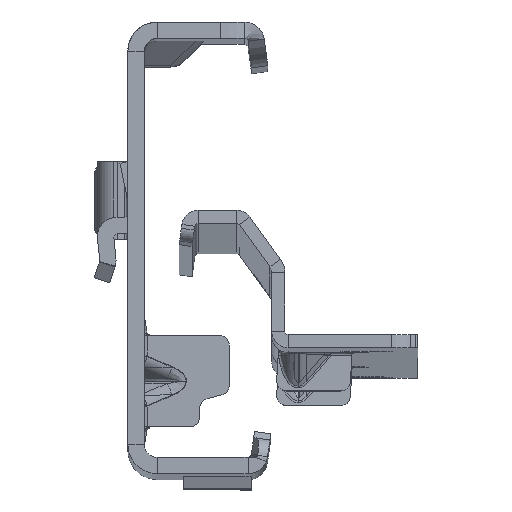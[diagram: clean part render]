
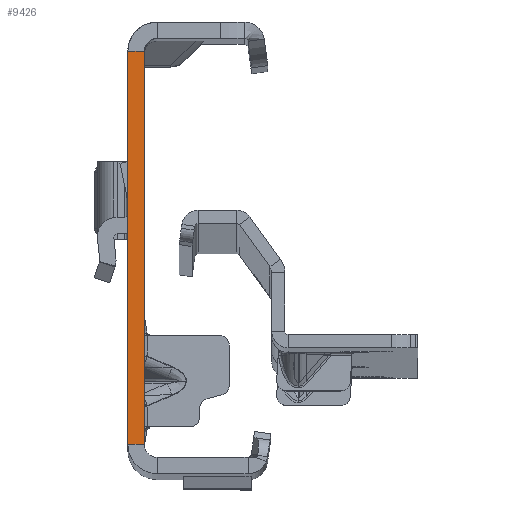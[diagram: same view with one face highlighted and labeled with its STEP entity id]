
A CAD part, top view. The second image highlights one B-rep face of the part: STEP entity #9426.
In plain terms, the highlighted planar face has unit normal (0, 0, 1).
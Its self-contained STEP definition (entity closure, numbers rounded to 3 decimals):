
#476 = CARTESIAN_POINT ( 'NONE',  ( -2.5, -32., 0. ) ) ;
#1706 = CARTESIAN_POINT ( 'NONE',  ( -2.5, -32., 0. ) ) ;
#1716 = VERTEX_POINT ( 'NONE', #13609 ) ;
#1814 = EDGE_CURVE ( 'NONE', #14206, #13485, #5829, .T. ) ;
#3342 = DIRECTION ( 'NONE',  ( 0., -1., 0. ) ) ;
#3426 = LINE ( 'NONE', #8628, #17887 ) ;
#4569 = EDGE_CURVE ( 'NONE', #1716, #14206, #5711, .T. ) ;
#4686 = CARTESIAN_POINT ( 'NONE',  ( -2.5, -30., 0. ) ) ;
#4718 = ORIENTED_EDGE ( 'NONE', *, *, #4569, .T. ) ;
#4887 = DIRECTION ( 'NONE',  ( -1., 0., 0. ) ) ;
#5287 = EDGE_LOOP ( 'NONE', ( #15302, #4718, #13096, #17460 ) ) ;
#5711 = LINE ( 'NONE', #12556, #15052 ) ;
#5829 = LINE ( 'NONE', #1706, #11530 ) ;
#6068 = DIRECTION ( 'NONE',  ( 0., 0., 1. ) ) ;
#6431 = LINE ( 'NONE', #14817, #8381 ) ;
#7283 = DIRECTION ( 'NONE',  ( 0., -1., 0. ) ) ;
#8274 = DIRECTION ( 'NONE',  ( -1., 0., 0. ) ) ;
#8381 = VECTOR ( 'NONE', #3342, 1000. ) ;
#8413 = CARTESIAN_POINT ( 'NONE',  ( 0., -30., 0. ) ) ;
#8586 = VERTEX_POINT ( 'NONE', #8413 ) ;
#8628 = CARTESIAN_POINT ( 'NONE',  ( 0., -30., 0. ) ) ;
#9426 = ADVANCED_FACE ( 'NONE', ( #11705 ), #12995, .T. ) ;
#11530 = VECTOR ( 'NONE', #7283, 1000. ) ;
#11618 = DIRECTION ( 'NONE',  ( 1., 0., 0. ) ) ;
#11705 = FACE_OUTER_BOUND ( 'NONE', #5287, .T. ) ;
#12097 = EDGE_CURVE ( 'NONE', #8586, #13485, #3426, .T. ) ;
#12556 = CARTESIAN_POINT ( 'NONE',  ( 0., 30., 0. ) ) ;
#12995 = PLANE ( 'NONE',  #14365 ) ;
#13096 = ORIENTED_EDGE ( 'NONE', *, *, #1814, .T. ) ;
#13199 = CARTESIAN_POINT ( 'NONE',  ( -2.5, 30., 0. ) ) ;
#13485 = VERTEX_POINT ( 'NONE', #4686 ) ;
#13609 = CARTESIAN_POINT ( 'NONE',  ( 0., 30., 0. ) ) ;
#14206 = VERTEX_POINT ( 'NONE', #13199 ) ;
#14365 = AXIS2_PLACEMENT_3D ( 'NONE', #476, #6068, #11618 ) ;
#14817 = CARTESIAN_POINT ( 'NONE',  ( 0., -32., 0. ) ) ;
#15052 = VECTOR ( 'NONE', #8274, 1000. ) ;
#15302 = ORIENTED_EDGE ( 'NONE', *, *, #15607, .F. ) ;
#15607 = EDGE_CURVE ( 'NONE', #1716, #8586, #6431, .T. ) ;
#17460 = ORIENTED_EDGE ( 'NONE', *, *, #12097, .F. ) ;
#17887 = VECTOR ( 'NONE', #4887, 1000. ) ;
